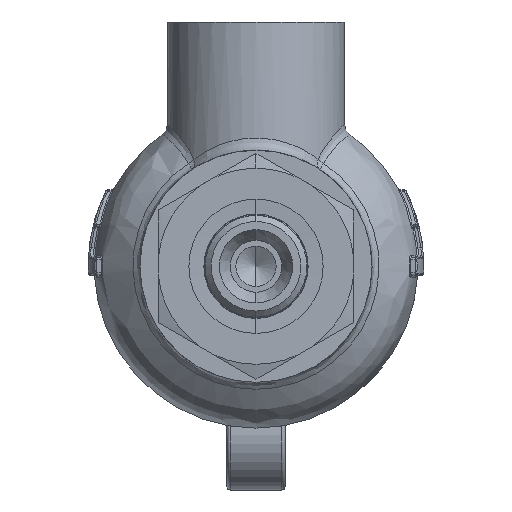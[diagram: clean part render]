
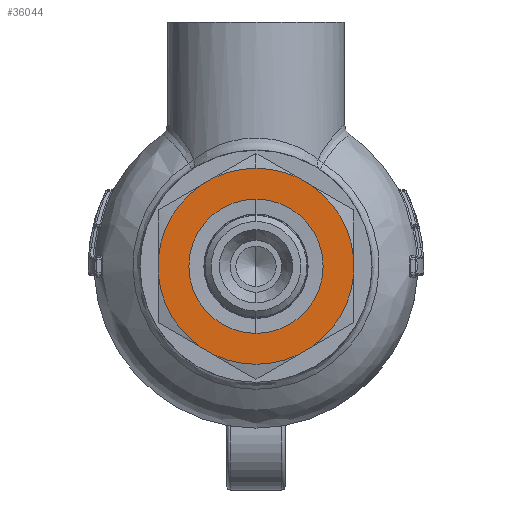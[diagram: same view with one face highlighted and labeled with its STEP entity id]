
A CAD part, front view. The second image highlights one B-rep face of the part: STEP entity #36044.
In plain terms, the highlighted planar face has unit normal (0, -1, 0).
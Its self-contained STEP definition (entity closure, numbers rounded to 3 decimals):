
#1533 = CARTESIAN_POINT ( 'NONE',  ( -6.904, -13., -14.489 ) ) ;
#1633 = VECTOR ( 'NONE', #33511, 1000. ) ;
#3002 = CARTESIAN_POINT ( 'NONE',  ( 0., -13., 0. ) ) ;
#3218 = EDGE_CURVE ( 'NONE', #5950, #3305, #42166, .T. ) ;
#3305 = VERTEX_POINT ( 'NONE', #9082 ) ;
#3490 = VERTEX_POINT ( 'NONE', #47263 ) ;
#4360 = CIRCLE ( 'NONE', #32923, 16.05 ) ;
#4669 = VECTOR ( 'NONE', #71273, 1000. ) ;
#5017 = DIRECTION ( 'NONE',  ( 0., 1., 0. ) ) ;
#5950 = VERTEX_POINT ( 'NONE', #35579 ) ;
#7705 = CARTESIAN_POINT ( 'NONE',  ( 16., -13., 9.238 ) ) ;
#9082 = CARTESIAN_POINT ( 'NONE',  ( -16., -13., 1.266 ) ) ;
#9736 = VERTEX_POINT ( 'NONE', #65795 ) ;
#9961 = DIRECTION ( 'NONE',  ( 0., 0., 1. ) ) ;
#10602 = DIRECTION ( 'NONE',  ( 0.866, 0., 0.5 ) ) ;
#10968 = ORIENTED_EDGE ( 'NONE', *, *, #44787, .T. ) ;
#12070 = ORIENTED_EDGE ( 'NONE', *, *, #63351, .T. ) ;
#12245 = EDGE_CURVE ( 'NONE', #5950, #25231, #53474, .T. ) ;
#13156 = DIRECTION ( 'NONE',  ( -0.866, 0., 0.5 ) ) ;
#13186 = CIRCLE ( 'NONE', #40387, 11. ) ;
#13540 = CARTESIAN_POINT ( 'NONE',  ( 9.096, -13., 13.223 ) ) ;
#13777 = ORIENTED_EDGE ( 'NONE', *, *, #39926, .F. ) ;
#14546 = EDGE_CURVE ( 'NONE', #30140, #77443, #27375, .T. ) ;
#17172 = ORIENTED_EDGE ( 'NONE', *, *, #48086, .T. ) ;
#17843 = LINE ( 'NONE', #75577, #1633 ) ;
#17907 = VERTEX_POINT ( 'NONE', #43385 ) ;
#20315 = DIRECTION ( 'NONE',  ( 0., 0., 1. ) ) ;
#20693 = AXIS2_PLACEMENT_3D ( 'NONE', #31594, #36677, #67776 ) ;
#20729 = CARTESIAN_POINT ( 'NONE',  ( -9.096, -13., 13.223 ) ) ;
#21087 = DIRECTION ( 'NONE',  ( 0., 1., 0. ) ) ;
#21959 = AXIS2_PLACEMENT_3D ( 'NONE', #38514, #50619, #20315 ) ;
#22019 = ORIENTED_EDGE ( 'NONE', *, *, #24401, .T. ) ;
#22381 = CARTESIAN_POINT ( 'NONE',  ( 6.904, -13., -14.489 ) ) ;
#22466 = CARTESIAN_POINT ( 'NONE',  ( 16., -13., -9.238 ) ) ;
#22888 = LINE ( 'NONE', #67754, #51697 ) ;
#23229 = CARTESIAN_POINT ( 'NONE',  ( 0., -13., 0. ) ) ;
#23443 = VERTEX_POINT ( 'NONE', #1533 ) ;
#24095 = EDGE_LOOP ( 'NONE', ( #70623, #41618, #76486, #34409, #10968, #13777, #56054, #74648, #12070, #17172, #65762, #41971, #50405 ) ) ;
#24356 = CIRCLE ( 'NONE', #63188, 16.05 ) ;
#24385 = CARTESIAN_POINT ( 'NONE',  ( 9.096, -13., -13.223 ) ) ;
#24401 = EDGE_CURVE ( 'NONE', #77443, #30140, #13186, .T. ) ;
#25224 = AXIS2_PLACEMENT_3D ( 'NONE', #53113, #59807, #28701 ) ;
#25231 = VERTEX_POINT ( 'NONE', #56750 ) ;
#26165 = VERTEX_POINT ( 'NONE', #22381 ) ;
#26660 = LINE ( 'NONE', #22466, #4669 ) ;
#27375 = CIRCLE ( 'NONE', #65163, 11. ) ;
#28071 = DIRECTION ( 'NONE',  ( 0., -1., 0. ) ) ;
#28545 = DIRECTION ( 'NONE',  ( 0., 0., 1. ) ) ;
#28701 = DIRECTION ( 'NONE',  ( 0., 0., 1. ) ) ;
#28816 = VECTOR ( 'NONE', #32286, 1000. ) ;
#29030 = EDGE_CURVE ( 'NONE', #9736, #65535, #41621, .T. ) ;
#29135 = DIRECTION ( 'NONE',  ( 0., 1., 0. ) ) ;
#29242 = AXIS2_PLACEMENT_3D ( 'NONE', #58840, #34466, #28545 ) ;
#29661 = CARTESIAN_POINT ( 'NONE',  ( 0., -13., 11. ) ) ;
#29717 = VECTOR ( 'NONE', #61043, 1000. ) ;
#29907 = EDGE_LOOP ( 'NONE', ( #22019, #31646 ) ) ;
#30140 = VERTEX_POINT ( 'NONE', #43627 ) ;
#30732 = VERTEX_POINT ( 'NONE', #20729 ) ;
#31520 = VERTEX_POINT ( 'NONE', #24385 ) ;
#31594 = CARTESIAN_POINT ( 'NONE',  ( 0., -13., 11. ) ) ;
#31646 = ORIENTED_EDGE ( 'NONE', *, *, #14546, .T. ) ;
#32286 = DIRECTION ( 'NONE',  ( 0., 0., -1. ) ) ;
#32923 = AXIS2_PLACEMENT_3D ( 'NONE', #64814, #28071, #9961 ) ;
#33511 = DIRECTION ( 'NONE',  ( 0.866, 0., -0.5 ) ) ;
#34409 = ORIENTED_EDGE ( 'NONE', *, *, #52176, .F. ) ;
#34466 = DIRECTION ( 'NONE',  ( 0., -1., 0. ) ) ;
#34548 = AXIS2_PLACEMENT_3D ( 'NONE', #3002, #36842, #75991 ) ;
#35579 = CARTESIAN_POINT ( 'NONE',  ( -16., -13., -1.266 ) ) ;
#36044 = ADVANCED_FACE ( 'NONE', ( #36750, #58818 ), #68054, .T. ) ;
#36677 = DIRECTION ( 'NONE',  ( 0., -1., 0. ) ) ;
#36750 = FACE_OUTER_BOUND ( 'NONE', #24095, .T. ) ;
#36842 = DIRECTION ( 'NONE',  ( 0., -1., 0. ) ) ;
#37897 = CARTESIAN_POINT ( 'NONE',  ( 0., -13., 16.05 ) ) ;
#38514 = CARTESIAN_POINT ( 'NONE',  ( 0., -13., 0. ) ) ;
#39926 = EDGE_CURVE ( 'NONE', #9736, #3490, #68162, .T. ) ;
#40169 = EDGE_CURVE ( 'NONE', #30732, #17907, #43127, .T. ) ;
#40387 = AXIS2_PLACEMENT_3D ( 'NONE', #48627, #5017, #78854 ) ;
#40826 = DIRECTION ( 'NONE',  ( 0., -1., 0. ) ) ;
#41618 = ORIENTED_EDGE ( 'NONE', *, *, #53038, .F. ) ;
#41621 = CIRCLE ( 'NONE', #29242, 16.05 ) ;
#41971 = ORIENTED_EDGE ( 'NONE', *, *, #73579, .F. ) ;
#42166 = LINE ( 'NONE', #67731, #29717 ) ;
#43127 = LINE ( 'NONE', #72374, #53689 ) ;
#43385 = CARTESIAN_POINT ( 'NONE',  ( -6.904, -13., 14.489 ) ) ;
#43612 = CIRCLE ( 'NONE', #78978, 16.05 ) ;
#43627 = CARTESIAN_POINT ( 'NONE',  ( 0., -13., -11. ) ) ;
#44787 = EDGE_CURVE ( 'NONE', #31520, #3490, #62980, .T. ) ;
#45304 = CARTESIAN_POINT ( 'NONE',  ( 6.904, -13., 14.489 ) ) ;
#46352 = VERTEX_POINT ( 'NONE', #45304 ) ;
#47263 = CARTESIAN_POINT ( 'NONE',  ( 16., -13., -1.266 ) ) ;
#48086 = EDGE_CURVE ( 'NONE', #48640, #17907, #4360, .T. ) ;
#48627 = CARTESIAN_POINT ( 'NONE',  ( 0., -13., 0. ) ) ;
#48640 = VERTEX_POINT ( 'NONE', #37897 ) ;
#50405 = ORIENTED_EDGE ( 'NONE', *, *, #3218, .F. ) ;
#50619 = DIRECTION ( 'NONE',  ( 0., -1., 0. ) ) ;
#51697 = VECTOR ( 'NONE', #13156, 1000. ) ;
#52176 = EDGE_CURVE ( 'NONE', #31520, #26165, #26660, .T. ) ;
#53038 = EDGE_CURVE ( 'NONE', #23443, #25231, #22888, .T. ) ;
#53113 = CARTESIAN_POINT ( 'NONE',  ( 0., -13., 0. ) ) ;
#53474 = CIRCLE ( 'NONE', #25224, 16.05 ) ;
#53689 = VECTOR ( 'NONE', #10602, 1000. ) ;
#56054 = ORIENTED_EDGE ( 'NONE', *, *, #29030, .T. ) ;
#56314 = EDGE_CURVE ( 'NONE', #46352, #65535, #17843, .T. ) ;
#56750 = CARTESIAN_POINT ( 'NONE',  ( -9.096, -13., -13.223 ) ) ;
#58267 = EDGE_CURVE ( 'NONE', #23443, #26165, #43612, .T. ) ;
#58818 = FACE_BOUND ( 'NONE', #29907, .T. ) ;
#58821 = CARTESIAN_POINT ( 'NONE',  ( 0., -13., 0. ) ) ;
#58840 = CARTESIAN_POINT ( 'NONE',  ( 0., -13., 0. ) ) ;
#59807 = DIRECTION ( 'NONE',  ( 0., -1., 0. ) ) ;
#60129 = CIRCLE ( 'NONE', #34548, 16.05 ) ;
#60227 = DIRECTION ( 'NONE',  ( 0., 0., 1. ) ) ;
#61043 = DIRECTION ( 'NONE',  ( 0., 0., 1. ) ) ;
#62980 = CIRCLE ( 'NONE', #21959, 16.05 ) ;
#63188 = AXIS2_PLACEMENT_3D ( 'NONE', #23229, #29135, #60227 ) ;
#63351 = EDGE_CURVE ( 'NONE', #46352, #48640, #60129, .T. ) ;
#64198 = DIRECTION ( 'NONE',  ( 0., 0., 1. ) ) ;
#64814 = CARTESIAN_POINT ( 'NONE',  ( 0., -13., 0. ) ) ;
#65163 = AXIS2_PLACEMENT_3D ( 'NONE', #75783, #21087, #76027 ) ;
#65535 = VERTEX_POINT ( 'NONE', #13540 ) ;
#65762 = ORIENTED_EDGE ( 'NONE', *, *, #40169, .F. ) ;
#65795 = CARTESIAN_POINT ( 'NONE',  ( 16., -13., 1.266 ) ) ;
#67731 = CARTESIAN_POINT ( 'NONE',  ( -16., -13., -9.238 ) ) ;
#67754 = CARTESIAN_POINT ( 'NONE',  ( 0., -13., -18.475 ) ) ;
#67776 = DIRECTION ( 'NONE',  ( 0., 0., -1. ) ) ;
#68054 = PLANE ( 'NONE',  #20693 ) ;
#68162 = LINE ( 'NONE', #7705, #28816 ) ;
#70623 = ORIENTED_EDGE ( 'NONE', *, *, #12245, .T. ) ;
#71273 = DIRECTION ( 'NONE',  ( -0.866, 0., -0.5 ) ) ;
#72374 = CARTESIAN_POINT ( 'NONE',  ( -16., -13., 9.238 ) ) ;
#73579 = EDGE_CURVE ( 'NONE', #3305, #30732, #24356, .T. ) ;
#74648 = ORIENTED_EDGE ( 'NONE', *, *, #56314, .F. ) ;
#75577 = CARTESIAN_POINT ( 'NONE',  ( 0., -13., 18.475 ) ) ;
#75783 = CARTESIAN_POINT ( 'NONE',  ( 0., -13., 0. ) ) ;
#75991 = DIRECTION ( 'NONE',  ( 0., 0., 1. ) ) ;
#76027 = DIRECTION ( 'NONE',  ( 0., 0., 1. ) ) ;
#76486 = ORIENTED_EDGE ( 'NONE', *, *, #58267, .T. ) ;
#77443 = VERTEX_POINT ( 'NONE', #29661 ) ;
#78854 = DIRECTION ( 'NONE',  ( 0., 0., 1. ) ) ;
#78978 = AXIS2_PLACEMENT_3D ( 'NONE', #58821, #40826, #64198 ) ;
